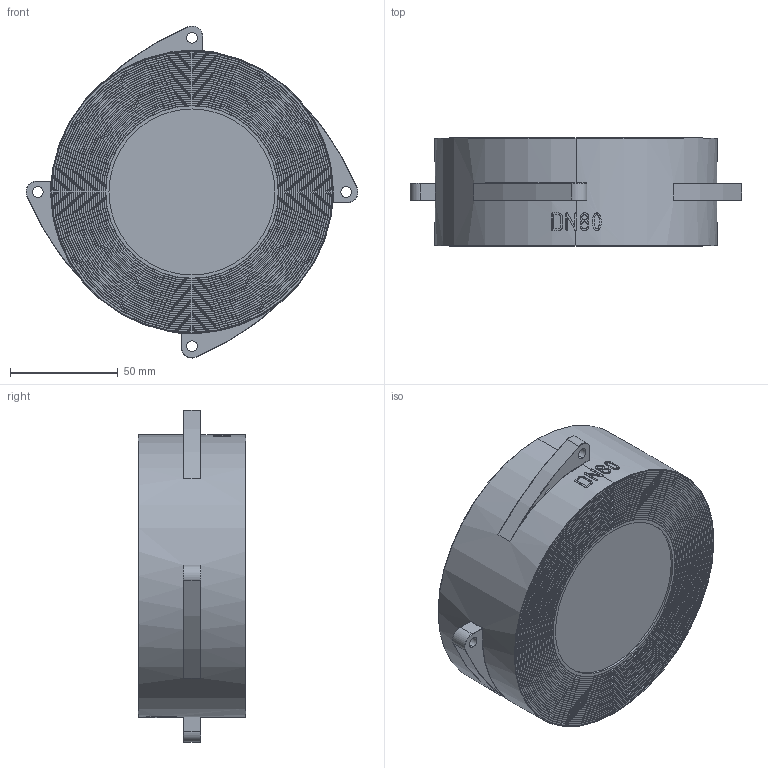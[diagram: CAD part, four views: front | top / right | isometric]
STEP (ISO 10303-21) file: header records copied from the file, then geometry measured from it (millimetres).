
FILE_DESCRIPTION (( 'STEP AP214' ), '1' );
FILE_NAME ('932-080.STEP', '2012-07-03T13:18:32', ( 'rals' ), ( 'Hewlett-Packard Company' ), 'SwSTEP 2.0', 'SolidWorks 2011', '' );
FILE_SCHEMA (( 'AUTOMOTIVE_DESIGN' ));
Length unit declared in the file: millimetre
Products named in the file (1): 932-080
Bounding box: 153.97 x 50 x 154 mm (x, y, z)
Volume: 662820.4 mm3; surface area: 52988.8 mm2
Topology: 1 solids, 1 shells, 304 faces, 699 edges, 444 vertices
Faces by surface type: torus 114, plane 79, bspline 67, cylinder 44
Entity records: 17678 total; most frequent: CARTESIAN_POINT 11008, ORIENTED_EDGE 1382, DIRECTION 1370, EDGE_CURVE 691, AXIS2_PLACEMENT_3D 642, VERTEX_POINT 444, CIRCLE 404, EDGE_LOOP 367
